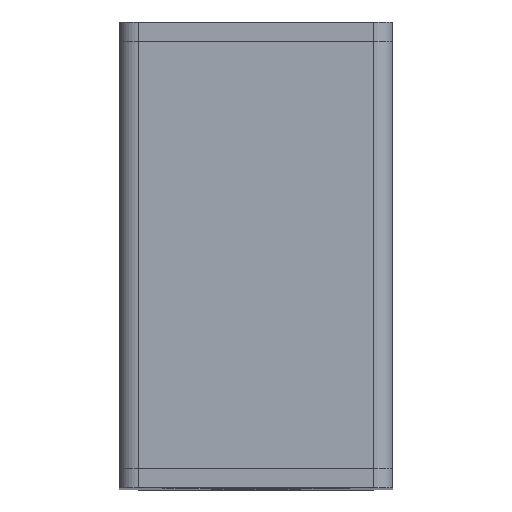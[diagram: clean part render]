
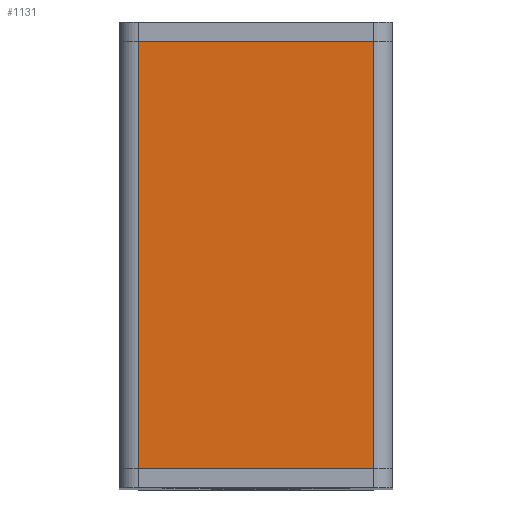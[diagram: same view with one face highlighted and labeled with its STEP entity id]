
A CAD part, top view. The second image highlights one B-rep face of the part: STEP entity #1131.
In plain terms, the highlighted planar face has unit normal (0, 0, 1).
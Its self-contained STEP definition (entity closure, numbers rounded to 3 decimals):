
#216=FACE_OUTER_BOUND('',#297,.T.);
#297=EDGE_LOOP('',(#1027,#1028,#1029,#1030));
#383=LINE('',#1973,#480);
#387=LINE('',#1981,#484);
#390=LINE('',#1987,#487);
#393=LINE('',#1992,#490);
#480=VECTOR('',#1647,10.);
#484=VECTOR('',#1653,10.);
#487=VECTOR('',#1658,10.);
#490=VECTOR('',#1663,10.);
#582=VERTEX_POINT('',#1971);
#583=VERTEX_POINT('',#1972);
#586=VERTEX_POINT('',#1980);
#588=VERTEX_POINT('',#1986);
#725=EDGE_CURVE('',#582,#583,#383,.T.);
#729=EDGE_CURVE('',#583,#586,#387,.T.);
#732=EDGE_CURVE('',#586,#588,#390,.T.);
#735=EDGE_CURVE('',#588,#582,#393,.T.);
#1027=ORIENTED_EDGE('',*,*,#735,.F.);
#1028=ORIENTED_EDGE('',*,*,#732,.F.);
#1029=ORIENTED_EDGE('',*,*,#729,.F.);
#1030=ORIENTED_EDGE('',*,*,#725,.F.);
#1068=PLANE('',#1325);
#1131=ADVANCED_FACE('',(#216),#1068,.T.);
#1325=AXIS2_PLACEMENT_3D('',#1995,#1667,#1668);
#1647=DIRECTION('',(0.,1.,0.));
#1653=DIRECTION('',(1.,0.,0.));
#1658=DIRECTION('',(0.,-1.,0.));
#1663=DIRECTION('',(-1.,0.,0.));
#1667=DIRECTION('center_axis',(0.,0.,1.));
#1668=DIRECTION('ref_axis',(1.,0.,0.));
#1971=CARTESIAN_POINT('',(-110.,-200.,0.));
#1972=CARTESIAN_POINT('',(-110.,200.,0.));
#1973=CARTESIAN_POINT('',(-110.,-200.,0.));
#1980=CARTESIAN_POINT('',(110.,200.,0.));
#1981=CARTESIAN_POINT('',(-110.,200.,0.));
#1986=CARTESIAN_POINT('',(110.,-200.,0.));
#1987=CARTESIAN_POINT('',(110.,200.,0.));
#1992=CARTESIAN_POINT('',(110.,-200.,0.));
#1995=CARTESIAN_POINT('Origin',(0.,0.,
0.));
